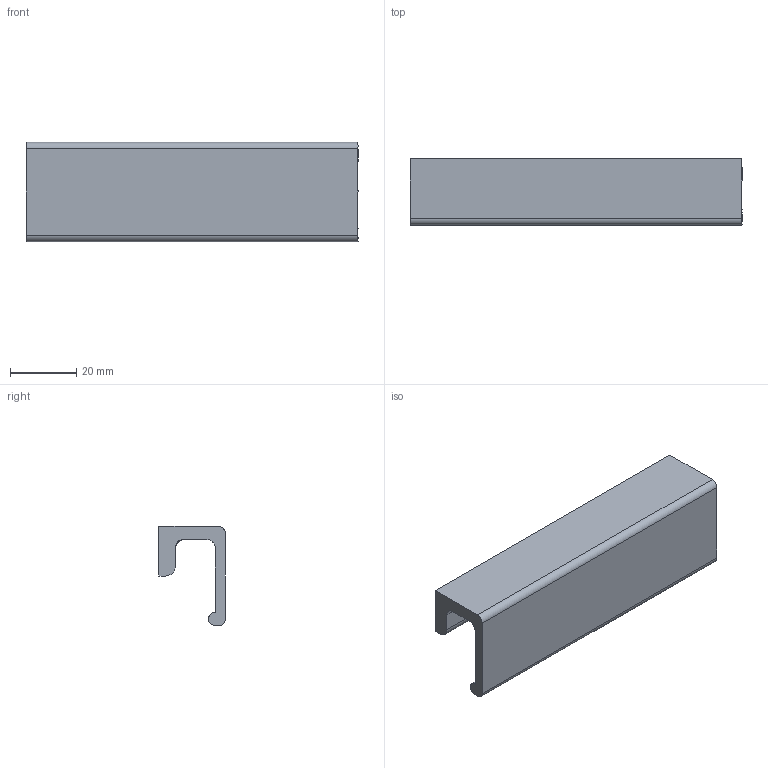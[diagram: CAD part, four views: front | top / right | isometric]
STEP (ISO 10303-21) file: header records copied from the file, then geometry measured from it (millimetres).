
FILE_DESCRIPTION((''),'2;1');
FILE_NAME('','2005-10-12T14:42:58',(''),(''),'','CADfix','');
FILE_SCHEMA(('AUTOMOTIVE_DESIGN'));
Length unit declared in the file: millimetre
Products named in the file (1): pull
Bounding box: 100 x 20 x 30 mm (x, y, z)
Volume: 21634.9 mm3; surface area: 12428.6 mm2
Topology: 1 solids, 1 shells, 20 faces, 64 edges, 44 vertices
Faces by surface type: bspline 20
Entity records: 717 total; most frequent: CARTESIAN_POINT 349, ORIENTED_EDGE 128, EDGE_CURVE 64, VERTEX_POINT 44, QUASI_UNIFORM_CURVE 36, EDGE_LOOP 22, FACE_OUTER_BOUND 20, ADVANCED_FACE 20
